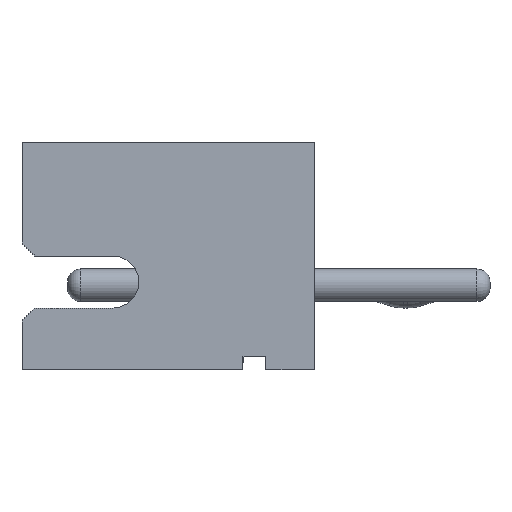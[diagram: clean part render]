
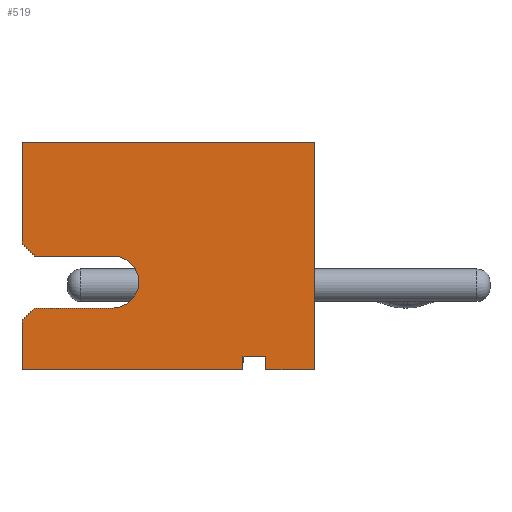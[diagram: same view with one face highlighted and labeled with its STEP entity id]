
A CAD part, left-side view. The second image highlights one B-rep face of the part: STEP entity #519.
In plain terms, the highlighted planar face has unit normal (-1, 0, 0).
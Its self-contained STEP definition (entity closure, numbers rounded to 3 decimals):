
#8 = LINE ( 'NONE', #1974, #2954 ) ;
#152 = VERTEX_POINT ( 'NONE', #1911 ) ;
#163 = VERTEX_POINT ( 'NONE', #204 ) ;
#191 = CARTESIAN_POINT ( 'NONE',  ( -3., 3.1, -0.4 ) ) ;
#195 = CARTESIAN_POINT ( 'NONE',  ( -3., 3.1, 0. ) ) ;
#204 = CARTESIAN_POINT ( 'NONE',  ( -3., 4.3, 0. ) ) ;
#208 = ORIENTED_EDGE ( 'NONE', *, *, #861, .T. ) ;
#236 = EDGE_CURVE ( 'NONE', #2770, #2856, #796, .T. ) ;
#287 = DIRECTION ( 'NONE',  ( 0., 0., 1. ) ) ;
#298 = CARTESIAN_POINT ( 'NONE',  ( -3., 0., 1.75 ) ) ;
#301 = FACE_OUTER_BOUND ( 'NONE', #1685, .T. ) ;
#403 = EDGE_CURVE ( 'NONE', #1228, #2711, #1808, .T. ) ;
#416 = VECTOR ( 'NONE', #1809, 1000. ) ;
#419 = EDGE_CURVE ( 'NONE', #2770, #1572, #2689, .T. ) ;
#454 = CARTESIAN_POINT ( 'NONE',  ( -3., 0.75, -1.75 ) ) ;
#519 = ADVANCED_FACE ( 'NONE', ( #301 ), #1048, .F. ) ;
#543 = ORIENTED_EDGE ( 'NONE', *, *, #1013, .T. ) ;
#559 = DIRECTION ( 'NONE',  ( 1., 0., 0. ) ) ;
#608 = CARTESIAN_POINT ( 'NONE',  ( -3., 4.5, 1.75 ) ) ;
#646 = LINE ( 'NONE', #927, #2832 ) ;
#656 = VECTOR ( 'NONE', #3083, 1000. ) ;
#700 = EDGE_CURVE ( 'NONE', #2969, #2230, #1293, .T. ) ;
#757 = VERTEX_POINT ( 'NONE', #1565 ) ;
#777 = CARTESIAN_POINT ( 'NONE',  ( -3., 4.3, -0.8 ) ) ;
#796 = LINE ( 'NONE', #2998, #416 ) ;
#804 = DIRECTION ( 'NONE',  ( 0., -0.707, -0.707 ) ) ;
#806 = VECTOR ( 'NONE', #2411, 1000. ) ;
#861 = EDGE_CURVE ( 'NONE', #1677, #1228, #1379, .T. ) ;
#881 = CARTESIAN_POINT ( 'NONE',  ( -3., 0., 1.75 ) ) ;
#893 = CARTESIAN_POINT ( 'NONE',  ( -3., 4.5, 0.2 ) ) ;
#927 = CARTESIAN_POINT ( 'NONE',  ( -3., 4.3, 0. ) ) ;
#948 = ORIENTED_EDGE ( 'NONE', *, *, #3182, .T. ) ;
#1013 = EDGE_CURVE ( 'NONE', #2711, #1359, #2379, .T. ) ;
#1026 = LINE ( 'NONE', #1552, #1463 ) ;
#1048 = PLANE ( 'NONE',  #2974 ) ;
#1060 = CARTESIAN_POINT ( 'NONE',  ( -3., 1.1, -1.55 ) ) ;
#1069 = CARTESIAN_POINT ( 'NONE',  ( -3., 1.1, -1.75 ) ) ;
#1073 = ORIENTED_EDGE ( 'NONE', *, *, #3153, .T. ) ;
#1099 = CARTESIAN_POINT ( 'NONE',  ( -3., 4.5, -1.75 ) ) ;
#1177 = CARTESIAN_POINT ( 'NONE',  ( -3., 3.1, -0.8 ) ) ;
#1196 = CARTESIAN_POINT ( 'NONE',  ( -3., 4.5, 1.75 ) ) ;
#1228 = VERTEX_POINT ( 'NONE', #298 ) ;
#1290 = ORIENTED_EDGE ( 'NONE', *, *, #2053, .T. ) ;
#1293 = CIRCLE ( 'NONE', #2430, 0.4 ) ;
#1313 = CARTESIAN_POINT ( 'NONE',  ( -3., 0.75, -1.55 ) ) ;
#1356 = ORIENTED_EDGE ( 'NONE', *, *, #2874, .T. ) ;
#1359 = VERTEX_POINT ( 'NONE', #893 ) ;
#1379 = LINE ( 'NONE', #881, #656 ) ;
#1383 = VECTOR ( 'NONE', #2262, 1000. ) ;
#1384 = ORIENTED_EDGE ( 'NONE', *, *, #236, .T. ) ;
#1386 = CARTESIAN_POINT ( 'NONE',  ( -3., 1.1, -1.75 ) ) ;
#1461 = VERTEX_POINT ( 'NONE', #1313 ) ;
#1463 = VECTOR ( 'NONE', #804, 1000. ) ;
#1470 = EDGE_CURVE ( 'NONE', #757, #1461, #3002, .T. ) ;
#1496 = DIRECTION ( 'NONE',  ( 1., 0., 0. ) ) ;
#1526 = DIRECTION ( 'NONE',  ( 0., 1., 0. ) ) ;
#1552 = CARTESIAN_POINT ( 'NONE',  ( -3., 4.5, 0.2 ) ) ;
#1565 = CARTESIAN_POINT ( 'NONE',  ( -3., 1.1, -1.55 ) ) ;
#1572 = VERTEX_POINT ( 'NONE', #2210 ) ;
#1589 = VECTOR ( 'NONE', #2921, 1000. ) ;
#1634 = EDGE_CURVE ( 'NONE', #1958, #1677, #8, .T. ) ;
#1677 = VERTEX_POINT ( 'NONE', #2459 ) ;
#1685 = EDGE_LOOP ( 'NONE', ( #2354, #543, #2510, #1073, #2755, #948, #1290, #3112, #1384, #2537, #2240, #1356, #3141, #208 ) ) ;
#1706 = LINE ( 'NONE', #2945, #806 ) ;
#1737 = CARTESIAN_POINT ( 'NONE',  ( -3., 4.5, 1.75 ) ) ;
#1799 = CARTESIAN_POINT ( 'NONE',  ( -3., 0., 0. ) ) ;
#1808 = LINE ( 'NONE', #1737, #2549 ) ;
#1809 = DIRECTION ( 'NONE',  ( 0., -1., 0. ) ) ;
#1860 = LINE ( 'NONE', #3127, #2525 ) ;
#1911 = CARTESIAN_POINT ( 'NONE',  ( -3., 4.3, -0.8 ) ) ;
#1958 = VERTEX_POINT ( 'NONE', #454 ) ;
#1974 = CARTESIAN_POINT ( 'NONE',  ( -3., 4.5, -1.75 ) ) ;
#1980 = VECTOR ( 'NONE', #3013, 1000. ) ;
#2006 = DIRECTION ( 'NONE',  ( 0., 0.707, -0.707 ) ) ;
#2053 = EDGE_CURVE ( 'NONE', #152, #1572, #2766, .T. ) ;
#2064 = DIRECTION ( 'NONE',  ( 0., 0., -1. ) ) ;
#2100 = EDGE_CURVE ( 'NONE', #1359, #163, #1026, .T. ) ;
#2210 = CARTESIAN_POINT ( 'NONE',  ( -3., 4.5, -1. ) ) ;
#2211 = VECTOR ( 'NONE', #2006, 1000. ) ;
#2230 = VERTEX_POINT ( 'NONE', #1177 ) ;
#2240 = ORIENTED_EDGE ( 'NONE', *, *, #1470, .T. ) ;
#2262 = DIRECTION ( 'NONE',  ( 0., -1., 0. ) ) ;
#2354 = ORIENTED_EDGE ( 'NONE', *, *, #403, .T. ) ;
#2379 = LINE ( 'NONE', #1196, #1589 ) ;
#2411 = DIRECTION ( 'NONE',  ( 0., 1., 0. ) ) ;
#2430 = AXIS2_PLACEMENT_3D ( 'NONE', #191, #1496, #2451 ) ;
#2451 = DIRECTION ( 'NONE',  ( 0., 0., -1. ) ) ;
#2459 = CARTESIAN_POINT ( 'NONE',  ( -3., 0., -1.75 ) ) ;
#2476 = CARTESIAN_POINT ( 'NONE',  ( -3., 4.5, 1.75 ) ) ;
#2510 = ORIENTED_EDGE ( 'NONE', *, *, #2100, .T. ) ;
#2525 = VECTOR ( 'NONE', #3115, 1000. ) ;
#2537 = ORIENTED_EDGE ( 'NONE', *, *, #2792, .T. ) ;
#2549 = VECTOR ( 'NONE', #1526, 1000. ) ;
#2563 = DIRECTION ( 'NONE',  ( 0., -1., 0. ) ) ;
#2689 = LINE ( 'NONE', #2476, #2960 ) ;
#2698 = DIRECTION ( 'NONE',  ( 0., -1., 0. ) ) ;
#2711 = VERTEX_POINT ( 'NONE', #608 ) ;
#2755 = ORIENTED_EDGE ( 'NONE', *, *, #700, .T. ) ;
#2766 = LINE ( 'NONE', #777, #2211 ) ;
#2770 = VERTEX_POINT ( 'NONE', #1099 ) ;
#2785 = LINE ( 'NONE', #1069, #1980 ) ;
#2792 = EDGE_CURVE ( 'NONE', #2856, #757, #2785, .T. ) ;
#2832 = VECTOR ( 'NONE', #2563, 1000. ) ;
#2856 = VERTEX_POINT ( 'NONE', #1386 ) ;
#2874 = EDGE_CURVE ( 'NONE', #1461, #1958, #1860, .T. ) ;
#2921 = DIRECTION ( 'NONE',  ( 0., 0., -1. ) ) ;
#2945 = CARTESIAN_POINT ( 'NONE',  ( -3., 3.1, -0.8 ) ) ;
#2954 = VECTOR ( 'NONE', #2698, 1000. ) ;
#2960 = VECTOR ( 'NONE', #287, 1000. ) ;
#2969 = VERTEX_POINT ( 'NONE', #195 ) ;
#2974 = AXIS2_PLACEMENT_3D ( 'NONE', #1799, #559, #2064 ) ;
#2998 = CARTESIAN_POINT ( 'NONE',  ( -3., 4.5, -1.75 ) ) ;
#3002 = LINE ( 'NONE', #1060, #1383 ) ;
#3013 = DIRECTION ( 'NONE',  ( 0., 0., 1. ) ) ;
#3083 = DIRECTION ( 'NONE',  ( 0., 0., 1. ) ) ;
#3112 = ORIENTED_EDGE ( 'NONE', *, *, #419, .F. ) ;
#3115 = DIRECTION ( 'NONE',  ( 0., 0., -1. ) ) ;
#3127 = CARTESIAN_POINT ( 'NONE',  ( -3., 0.75, -1.75 ) ) ;
#3141 = ORIENTED_EDGE ( 'NONE', *, *, #1634, .T. ) ;
#3153 = EDGE_CURVE ( 'NONE', #163, #2969, #646, .T. ) ;
#3182 = EDGE_CURVE ( 'NONE', #2230, #152, #1706, .T. ) ;
